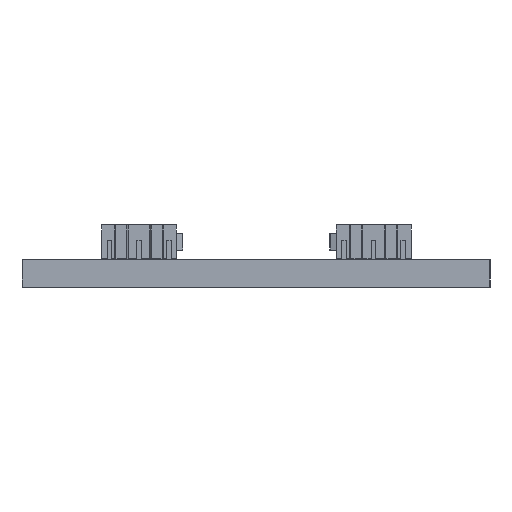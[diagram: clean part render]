
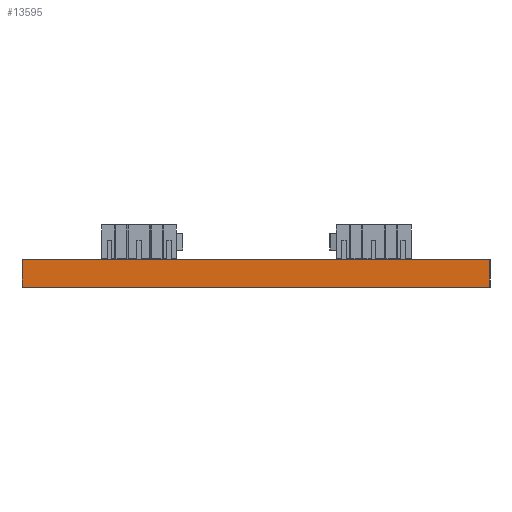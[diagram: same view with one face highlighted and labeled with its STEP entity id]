
A CAD part, left-side view. The second image highlights one B-rep face of the part: STEP entity #13595.
In plain terms, the highlighted planar face has unit normal (-1, 0, 0).
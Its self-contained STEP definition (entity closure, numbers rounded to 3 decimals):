
#7945 = PLANE('',#7946);
#7946 = AXIS2_PLACEMENT_3D('',#7947,#7948,#7949);
#7947 = CARTESIAN_POINT('',(167.299,-100.007,4.69));
#7948 = DIRECTION('',(0.,0.,1.));
#7949 = DIRECTION('',(1.,0.,-0.));
#7973 = PLANE('',#7974);
#7974 = AXIS2_PLACEMENT_3D('',#7975,#7976,#7977);
#7975 = CARTESIAN_POINT('',(180.,-60.,0.));
#7976 = DIRECTION('',(0.,-1.,0.));
#7977 = DIRECTION('',(-1.,0.,0.));
#7999 = PLANE('',#8000);
#8000 = AXIS2_PLACEMENT_3D('',#8001,#8002,#8003);
#8001 = CARTESIAN_POINT('',(167.299,-100.007,0.));
#8002 = DIRECTION('',(0.,0.,1.));
#8003 = DIRECTION('',(1.,0.,-0.));
#8094 = VERTEX_POINT('',#8095);
#8095 = CARTESIAN_POINT('',(120.,-60.,4.69));
#8116 = EDGE_CURVE('',#8117,#8094,#8119,.T.);
#8117 = VERTEX_POINT('',#8118);
#8118 = CARTESIAN_POINT('',(120.,-60.,0.));
#8119 = SURFACE_CURVE('',#8120,(#8124,#8131),.PCURVE_S1.);
#8120 = LINE('',#8121,#8122);
#8121 = CARTESIAN_POINT('',(120.,-60.,0.));
#8122 = VECTOR('',#8123,1.);
#8123 = DIRECTION('',(0.,0.,1.));
#8124 = PCURVE('',#7973,#8125);
#8125 = DEFINITIONAL_REPRESENTATION('',(#8126),#8130);
#8126 = LINE('',#8127,#8128);
#8127 = CARTESIAN_POINT('',(60.,0.));
#8128 = VECTOR('',#8129,1.);
#8129 = DIRECTION('',(0.,-1.));
#8130 = ( GEOMETRIC_REPRESENTATION_CONTEXT(2) 
PARAMETRIC_REPRESENTATION_CONTEXT() REPRESENTATION_CONTEXT('2D SPACE',''
  ) );
#8131 = PCURVE('',#8132,#8137);
#8132 = PLANE('',#8133);
#8133 = AXIS2_PLACEMENT_3D('',#8134,#8135,#8136);
#8134 = CARTESIAN_POINT('',(120.,-60.,0.));
#8135 = DIRECTION('',(1.,0.,-0.));
#8136 = DIRECTION('',(0.,-1.,0.));
#8137 = DEFINITIONAL_REPRESENTATION('',(#8138),#8142);
#8138 = LINE('',#8139,#8140);
#8139 = CARTESIAN_POINT('',(0.,0.));
#8140 = VECTOR('',#8141,1.);
#8141 = DIRECTION('',(0.,-1.));
#8142 = ( GEOMETRIC_REPRESENTATION_CONTEXT(2) 
PARAMETRIC_REPRESENTATION_CONTEXT() REPRESENTATION_CONTEXT('2D SPACE',''
  ) );
#8170 = EDGE_CURVE('',#8117,#8171,#8173,.T.);
#8171 = VERTEX_POINT('',#8172);
#8172 = CARTESIAN_POINT('',(120.,-140.,0.));
#8173 = SURFACE_CURVE('',#8174,(#8178,#8185),.PCURVE_S1.);
#8174 = LINE('',#8175,#8176);
#8175 = CARTESIAN_POINT('',(120.,-60.,0.));
#8176 = VECTOR('',#8177,1.);
#8177 = DIRECTION('',(0.,-1.,0.));
#8178 = PCURVE('',#7999,#8179);
#8179 = DEFINITIONAL_REPRESENTATION('',(#8180),#8184);
#8180 = LINE('',#8181,#8182);
#8181 = CARTESIAN_POINT('',(-47.299,40.007));
#8182 = VECTOR('',#8183,1.);
#8183 = DIRECTION('',(0.,-1.));
#8184 = ( GEOMETRIC_REPRESENTATION_CONTEXT(2) 
PARAMETRIC_REPRESENTATION_CONTEXT() REPRESENTATION_CONTEXT('2D SPACE',''
  ) );
#8185 = PCURVE('',#8132,#8186);
#8186 = DEFINITIONAL_REPRESENTATION('',(#8187),#8191);
#8187 = LINE('',#8188,#8189);
#8188 = CARTESIAN_POINT('',(0.,0.));
#8189 = VECTOR('',#8190,1.);
#8190 = DIRECTION('',(1.,0.));
#8191 = ( GEOMETRIC_REPRESENTATION_CONTEXT(2) 
PARAMETRIC_REPRESENTATION_CONTEXT() REPRESENTATION_CONTEXT('2D SPACE',''
  ) );
#8209 = PLANE('',#8210);
#8210 = AXIS2_PLACEMENT_3D('',#8211,#8212,#8213);
#8211 = CARTESIAN_POINT('',(120.,-140.,0.));
#8212 = DIRECTION('',(0.,1.,0.));
#8213 = DIRECTION('',(1.,0.,0.));
#11107 = EDGE_CURVE('',#8094,#11108,#11110,.T.);
#11108 = VERTEX_POINT('',#11109);
#11109 = CARTESIAN_POINT('',(120.,-140.,4.69));
#11110 = SURFACE_CURVE('',#11111,(#11115,#11122),.PCURVE_S1.);
#11111 = LINE('',#11112,#11113);
#11112 = CARTESIAN_POINT('',(120.,-60.,4.69));
#11113 = VECTOR('',#11114,1.);
#11114 = DIRECTION('',(0.,-1.,0.));
#11115 = PCURVE('',#7945,#11116);
#11116 = DEFINITIONAL_REPRESENTATION('',(#11117),#11121);
#11117 = LINE('',#11118,#11119);
#11118 = CARTESIAN_POINT('',(-47.299,40.007));
#11119 = VECTOR('',#11120,1.);
#11120 = DIRECTION('',(0.,-1.));
#11121 = ( GEOMETRIC_REPRESENTATION_CONTEXT(2) 
PARAMETRIC_REPRESENTATION_CONTEXT() REPRESENTATION_CONTEXT('2D SPACE',''
  ) );
#11122 = PCURVE('',#8132,#11123);
#11123 = DEFINITIONAL_REPRESENTATION('',(#11124),#11128);
#11124 = LINE('',#11125,#11126);
#11125 = CARTESIAN_POINT('',(0.,-4.69));
#11126 = VECTOR('',#11127,1.);
#11127 = DIRECTION('',(1.,0.));
#11128 = ( GEOMETRIC_REPRESENTATION_CONTEXT(2) 
PARAMETRIC_REPRESENTATION_CONTEXT() REPRESENTATION_CONTEXT('2D SPACE',''
  ) );
#13595 = ADVANCED_FACE('',(#13596),#8132,.F.);
#13596 = FACE_BOUND('',#13597,.F.);
#13597 = EDGE_LOOP('',(#13598,#13599,#13600,#13621));
#13598 = ORIENTED_EDGE('',*,*,#8116,.T.);
#13599 = ORIENTED_EDGE('',*,*,#11107,.T.);
#13600 = ORIENTED_EDGE('',*,*,#13601,.F.);
#13601 = EDGE_CURVE('',#8171,#11108,#13602,.T.);
#13602 = SURFACE_CURVE('',#13603,(#13607,#13614),.PCURVE_S1.);
#13603 = LINE('',#13604,#13605);
#13604 = CARTESIAN_POINT('',(120.,-140.,0.));
#13605 = VECTOR('',#13606,1.);
#13606 = DIRECTION('',(0.,0.,1.));
#13607 = PCURVE('',#8132,#13608);
#13608 = DEFINITIONAL_REPRESENTATION('',(#13609),#13613);
#13609 = LINE('',#13610,#13611);
#13610 = CARTESIAN_POINT('',(80.,0.));
#13611 = VECTOR('',#13612,1.);
#13612 = DIRECTION('',(0.,-1.));
#13613 = ( GEOMETRIC_REPRESENTATION_CONTEXT(2) 
PARAMETRIC_REPRESENTATION_CONTEXT() REPRESENTATION_CONTEXT('2D SPACE',''
  ) );
#13614 = PCURVE('',#8209,#13615);
#13615 = DEFINITIONAL_REPRESENTATION('',(#13616),#13620);
#13616 = LINE('',#13617,#13618);
#13617 = CARTESIAN_POINT('',(0.,0.));
#13618 = VECTOR('',#13619,1.);
#13619 = DIRECTION('',(0.,-1.));
#13620 = ( GEOMETRIC_REPRESENTATION_CONTEXT(2) 
PARAMETRIC_REPRESENTATION_CONTEXT() REPRESENTATION_CONTEXT('2D SPACE',''
  ) );
#13621 = ORIENTED_EDGE('',*,*,#8170,.F.);
